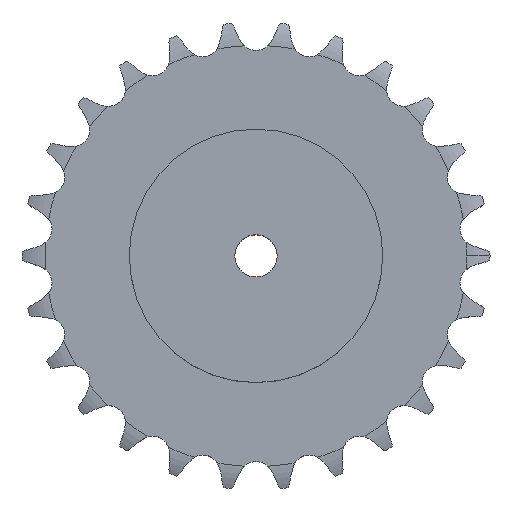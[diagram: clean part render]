
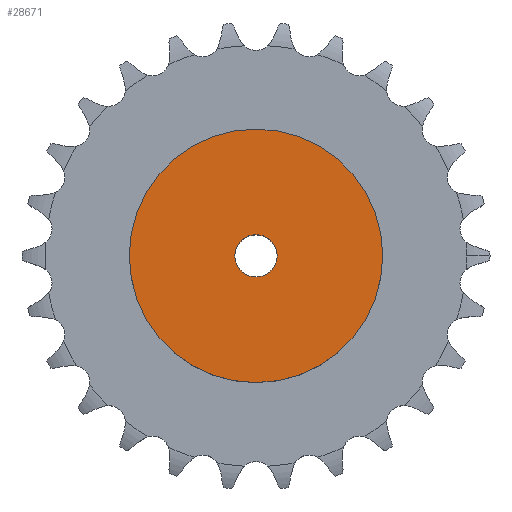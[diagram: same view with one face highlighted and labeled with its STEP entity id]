
A CAD part, top view. The second image highlights one B-rep face of the part: STEP entity #28671.
In plain terms, the highlighted planar face has unit normal (0, 0, 1).
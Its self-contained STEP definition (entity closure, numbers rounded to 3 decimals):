
#3528 = CYLINDRICAL_SURFACE('',#3529,60.);
#3529 = AXIS2_PLACEMENT_3D('',#3530,#3531,#3532);
#3530 = CARTESIAN_POINT('',(0.,0.,0.));
#3531 = DIRECTION('',(-0.,-0.,-1.));
#3532 = DIRECTION('',(1.,0.,0.));
#18112 = VERTEX_POINT('',#18113);
#18113 = CARTESIAN_POINT('',(60.,0.,50.));
#18134 = EDGE_CURVE('',#18112,#18112,#18135,.T.);
#18135 = SURFACE_CURVE('',#18136,(#18141,#18148),.PCURVE_S1.);
#18136 = CIRCLE('',#18137,60.);
#18137 = AXIS2_PLACEMENT_3D('',#18138,#18139,#18140);
#18138 = CARTESIAN_POINT('',(0.,0.,50.));
#18139 = DIRECTION('',(0.,0.,1.));
#18140 = DIRECTION('',(1.,0.,0.));
#18141 = PCURVE('',#3528,#18142);
#18142 = DEFINITIONAL_REPRESENTATION('',(#18143),#18147);
#18143 = LINE('',#18144,#18145);
#18144 = CARTESIAN_POINT('',(-0.,-50.));
#18145 = VECTOR('',#18146,1.);
#18146 = DIRECTION('',(-1.,0.));
#18147 = ( GEOMETRIC_REPRESENTATION_CONTEXT(2) 
PARAMETRIC_REPRESENTATION_CONTEXT() REPRESENTATION_CONTEXT('2D SPACE',''
  ) );
#18148 = PCURVE('',#18149,#18154);
#18149 = PLANE('',#18150);
#18150 = AXIS2_PLACEMENT_3D('',#18151,#18152,#18153);
#18151 = CARTESIAN_POINT('',(0.,0.,50.)
  );
#18152 = DIRECTION('',(0.,0.,1.));
#18153 = DIRECTION('',(1.,0.,0.));
#18154 = DEFINITIONAL_REPRESENTATION('',(#18155),#18159);
#18155 = CIRCLE('',#18156,60.);
#18156 = AXIS2_PLACEMENT_2D('',#18157,#18158);
#18157 = CARTESIAN_POINT('',(0.,0.));
#18158 = DIRECTION('',(1.,0.));
#18159 = ( GEOMETRIC_REPRESENTATION_CONTEXT(2) 
PARAMETRIC_REPRESENTATION_CONTEXT() REPRESENTATION_CONTEXT('2D SPACE',''
  ) );
#24408 = CYLINDRICAL_SURFACE('',#24409,10.);
#24409 = AXIS2_PLACEMENT_3D('',#24410,#24411,#24412);
#24410 = CARTESIAN_POINT('',(0.,0.,341.568));
#24411 = DIRECTION('',(0.,0.,1.));
#24412 = DIRECTION('',(1.,0.,0.));
#28671 = ADVANCED_FACE('',(#28672,#28675),#18149,.T.);
#28672 = FACE_BOUND('',#28673,.T.);
#28673 = EDGE_LOOP('',(#28674));
#28674 = ORIENTED_EDGE('',*,*,#18134,.T.);
#28675 = FACE_BOUND('',#28676,.T.);
#28676 = EDGE_LOOP('',(#28677));
#28677 = ORIENTED_EDGE('',*,*,#28678,.F.);
#28678 = EDGE_CURVE('',#28679,#28679,#28681,.T.);
#28679 = VERTEX_POINT('',#28680);
#28680 = CARTESIAN_POINT('',(10.,0.,50.));
#28681 = SURFACE_CURVE('',#28682,(#28687,#28694),.PCURVE_S1.);
#28682 = CIRCLE('',#28683,10.);
#28683 = AXIS2_PLACEMENT_3D('',#28684,#28685,#28686);
#28684 = CARTESIAN_POINT('',(0.,0.,50.));
#28685 = DIRECTION('',(0.,0.,1.));
#28686 = DIRECTION('',(1.,0.,0.));
#28687 = PCURVE('',#18149,#28688);
#28688 = DEFINITIONAL_REPRESENTATION('',(#28689),#28693);
#28689 = CIRCLE('',#28690,10.);
#28690 = AXIS2_PLACEMENT_2D('',#28691,#28692);
#28691 = CARTESIAN_POINT('',(0.,0.));
#28692 = DIRECTION('',(1.,0.));
#28693 = ( GEOMETRIC_REPRESENTATION_CONTEXT(2) 
PARAMETRIC_REPRESENTATION_CONTEXT() REPRESENTATION_CONTEXT('2D SPACE',''
  ) );
#28694 = PCURVE('',#24408,#28695);
#28695 = DEFINITIONAL_REPRESENTATION('',(#28696),#28700);
#28696 = LINE('',#28697,#28698);
#28697 = CARTESIAN_POINT('',(0.,-291.568));
#28698 = VECTOR('',#28699,1.);
#28699 = DIRECTION('',(1.,0.));
#28700 = ( GEOMETRIC_REPRESENTATION_CONTEXT(2) 
PARAMETRIC_REPRESENTATION_CONTEXT() REPRESENTATION_CONTEXT('2D SPACE',''
  ) );
